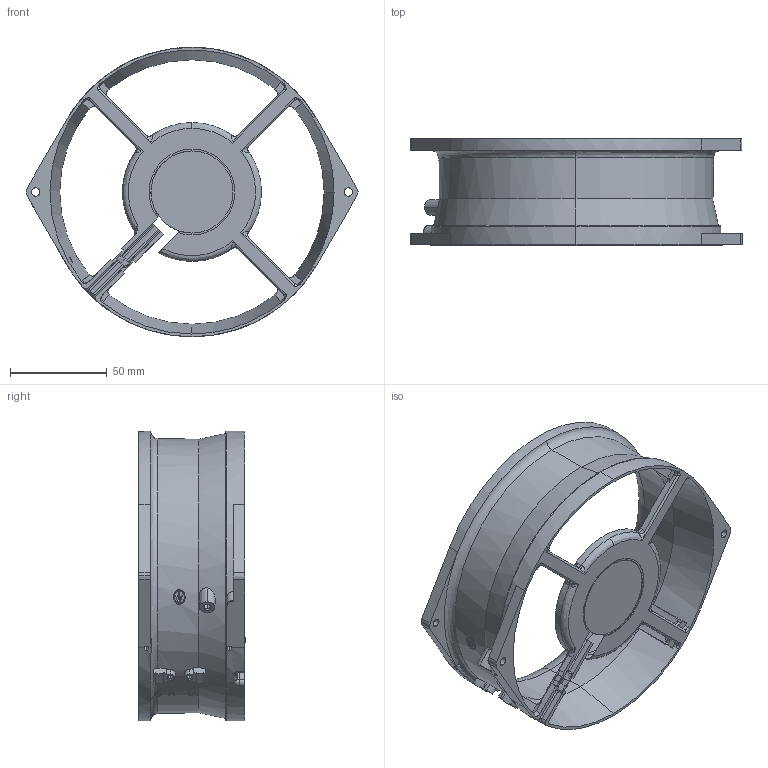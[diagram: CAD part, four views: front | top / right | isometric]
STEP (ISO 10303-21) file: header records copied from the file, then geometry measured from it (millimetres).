
FILE_DESCRIPTION (( 'STEP AP203' ), '1' );
FILE_NAME ('OA162-5E_m2_frame.stp', '2023-10-09T20:26:12', ( '' ), ( '' ), 'SwSTEP 2.0', 'SolidWorks 2018', '' );
FILE_SCHEMA (( 'CONFIG_CONTROL_DESIGN' ));
Length unit declared in the file: millimetre
Products named in the file (1): OA162-5E_m2_frame
Bounding box: 172.03 x 55.21 x 150 mm (x, y, z)
Surface area: 66862.9 mm2 (no closed solid volume)
Topology: 0 solids, 1 shells, 362 faces, 1006 edges, 642 vertices
Faces by surface type: plane 172, bspline 95, cylinder 69, cone 23, torus 3
Entity records: 18006 total; most frequent: CARTESIAN_POINT 9641, ORIENTED_EDGE 1963, DIRECTION 1414, EDGE_CURVE 1000, VERTEX_POINT 642, LINE 476, VECTOR 476, AXIS2_PLACEMENT_3D 469
